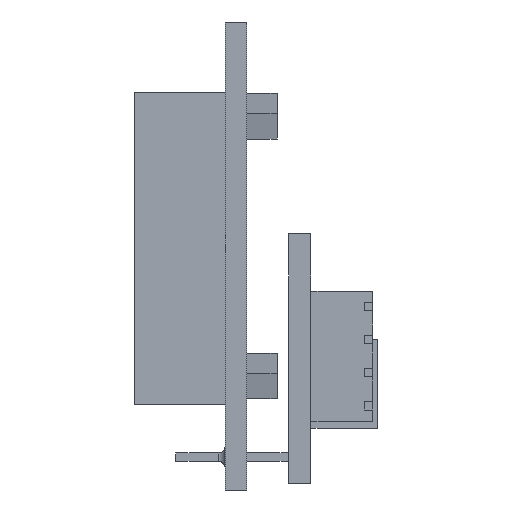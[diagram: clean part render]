
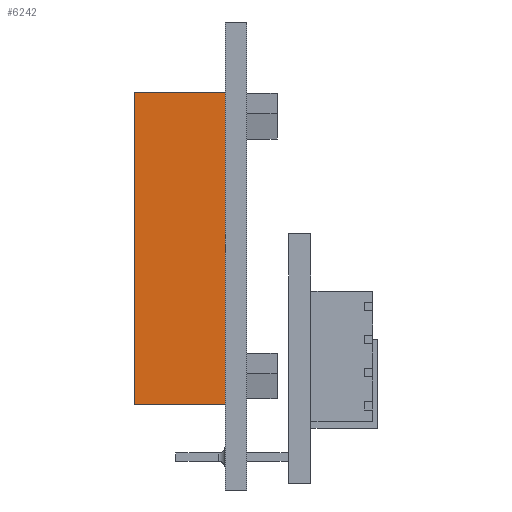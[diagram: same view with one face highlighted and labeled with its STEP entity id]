
A CAD part, left-side view. The second image highlights one B-rep face of the part: STEP entity #6242.
In plain terms, the highlighted planar face has unit normal (-1, 0, 0).
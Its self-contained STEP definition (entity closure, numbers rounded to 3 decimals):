
#290 = EDGE_LOOP ( 'NONE', ( #6523, #10044, #10064, #14262 ) ) ;
#424 = VECTOR ( 'NONE', #1251, 1000. ) ;
#1251 = DIRECTION ( 'NONE',  ( 0., -1., 0. ) ) ;
#1514 = DIRECTION ( 'NONE',  ( 1., 0., 0. ) ) ;
#1714 = LINE ( 'NONE', #8370, #3413 ) ;
#1718 = CARTESIAN_POINT ( 'NONE',  ( 4.25, 8.65, 12.6 ) ) ;
#1737 = FACE_OUTER_BOUND ( 'NONE', #290, .T. ) ;
#2293 = CARTESIAN_POINT ( 'NONE',  ( 4.25, 8.65, -11.4 ) ) ;
#2538 = EDGE_CURVE ( 'NONE', #6614, #12772, #4788, .T. ) ;
#2752 = DIRECTION ( 'NONE',  ( 0., 0., -1. ) ) ;
#3413 = VECTOR ( 'NONE', #3695, 1000. ) ;
#3695 = DIRECTION ( 'NONE',  ( 0., -1., 0. ) ) ;
#4568 = EDGE_CURVE ( 'NONE', #12772, #12306, #13669, .T. ) ;
#4788 = LINE ( 'NONE', #1718, #11823 ) ;
#5502 = EDGE_CURVE ( 'NONE', #6614, #13138, #1714, .T. ) ;
#6173 = DIRECTION ( 'NONE',  ( 0., 0., 1. ) ) ;
#6242 = ADVANCED_FACE ( 'NONE', ( #1737 ), #12961, .F. ) ;
#6523 = ORIENTED_EDGE ( 'NONE', *, *, #14005, .T. ) ;
#6614 = VERTEX_POINT ( 'NONE', #2293 ) ;
#7144 = CARTESIAN_POINT ( 'NONE',  ( 4.25, 1.65, -11.4 ) ) ;
#7310 = DIRECTION ( 'NONE',  ( 0., 0., 1. ) ) ;
#7348 = CARTESIAN_POINT ( 'NONE',  ( 4.25, 8.65, 12.6 ) ) ;
#7377 = CARTESIAN_POINT ( 'NONE',  ( 4.25, 1.65, 12.6 ) ) ;
#8370 = CARTESIAN_POINT ( 'NONE',  ( 4.25, 8.65, -11.4 ) ) ;
#9096 = CARTESIAN_POINT ( 'NONE',  ( 4.25, 8.65, 12.6 ) ) ;
#9479 = CARTESIAN_POINT ( 'NONE',  ( 4.25, 1.65, 12.6 ) ) ;
#9722 = LINE ( 'NONE', #7377, #12183 ) ;
#10044 = ORIENTED_EDGE ( 'NONE', *, *, #4568, .F. ) ;
#10064 = ORIENTED_EDGE ( 'NONE', *, *, #2538, .F. ) ;
#10274 = CARTESIAN_POINT ( 'NONE',  ( 4.25, 8.65, 12.6 ) ) ;
#11823 = VECTOR ( 'NONE', #6173, 1000. ) ;
#12183 = VECTOR ( 'NONE', #7310, 1000. ) ;
#12306 = VERTEX_POINT ( 'NONE', #9479 ) ;
#12772 = VERTEX_POINT ( 'NONE', #9096 ) ;
#12828 = AXIS2_PLACEMENT_3D ( 'NONE', #7348, #1514, #2752 ) ;
#12961 = PLANE ( 'NONE',  #12828 ) ;
#13138 = VERTEX_POINT ( 'NONE', #7144 ) ;
#13669 = LINE ( 'NONE', #10274, #424 ) ;
#14005 = EDGE_CURVE ( 'NONE', #13138, #12306, #9722, .T. ) ;
#14262 = ORIENTED_EDGE ( 'NONE', *, *, #5502, .T. ) ;
